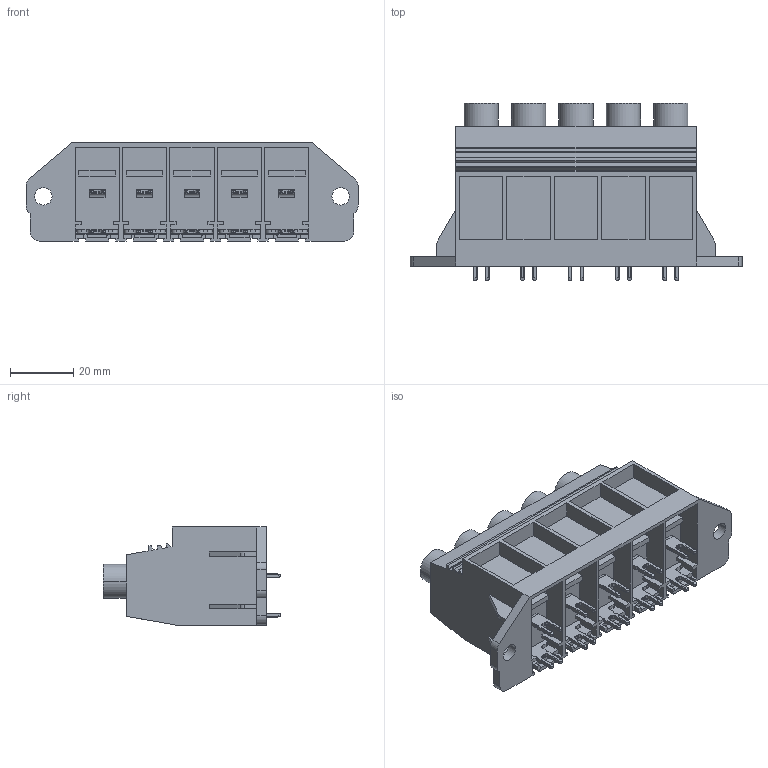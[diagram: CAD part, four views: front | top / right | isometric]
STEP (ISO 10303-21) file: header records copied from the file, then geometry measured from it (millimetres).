
FILE_DESCRIPTION(('CATIA V5 STEP Exchange'),'2;1');
FILE_NAME ('D1451642_0_1386290000_1386290000.stp','2016-10-04T09:56:16+00:00',('none'),('Weidmueller'),'CATIA Version 5-6 Release 2014','CATIA V5 STEP AP203','none');
FILE_SCHEMA(('CONFIG_CONTROL_DESIGN'));
Length unit declared in the file: millimetre
Products named in the file (1): 1386290000_S
Bounding box: 105 x 56 x 31 mm (x, y, z)
Volume: 76444.7 mm3; surface area: 27299.5 mm2
Topology: 16 solids, 16 shells, 958 faces, 2700 edges, 1794 vertices
Faces by surface type: plane 657, cylinder 297, extrusion 4
Entity records: 28976 total; most frequent: CARTESIAN_POINT 6419, ORIENTED_EDGE 5400, DIRECTION 3478, EDGE_CURVE 2700, VECTOR 1990, LINE 1986, VERTEX_POINT 1794, EDGE_LOOP 982
